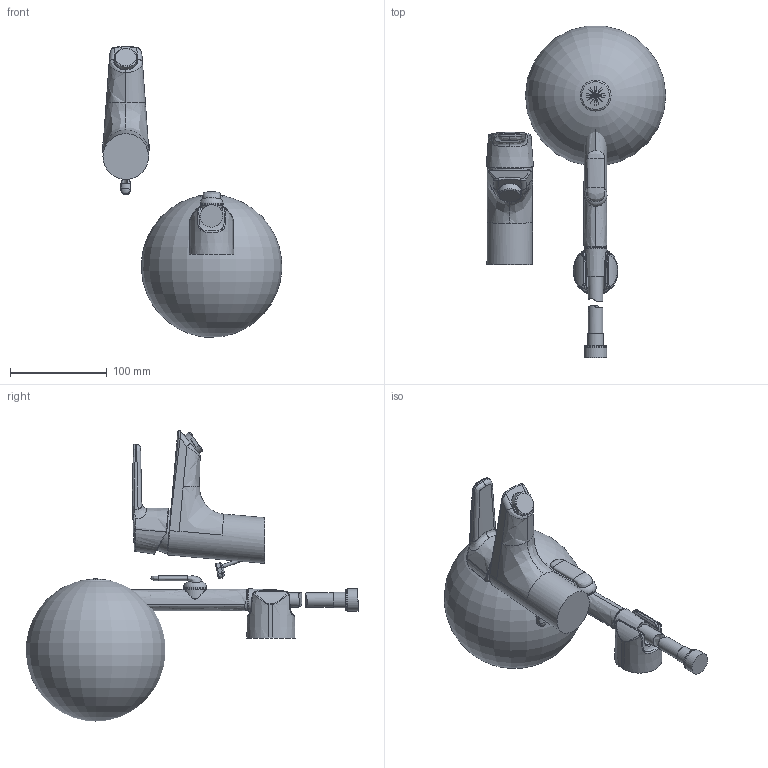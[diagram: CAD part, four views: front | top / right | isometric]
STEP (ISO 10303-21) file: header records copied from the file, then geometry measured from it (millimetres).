
FILE_DESCRIPTION (( 'STEP AP203' ), '1' );
FILE_NAME ('3908F(2016)+3912(2016)+3912F(2016)+51462293.STEP', '2017-03-09T05:50:34', ( '' ), ( '' ), 'SwSTEP 2.0', 'SolidWorks 2016', '' );
FILE_SCHEMA (( 'CONFIG_CONTROL_DESIGN' ));
Length unit declared in the file: millimetre
Products named in the file (1): 3908F(2016)+3912(2016)+3912F(2016)+51462293
Bounding box: 185.14 x 342.3 x 300.13 mm (x, y, z)
Volume: 1784674.9 mm3; surface area: 135604.3 mm2
Topology: 3 solids, 3 shells, 188 faces, 483 edges, 305 vertices
Faces by surface type: bspline 99, cylinder 34, plane 30, torus 11, cone 8, sphere 6
Full cylindrical faces by diameter (mm): 3.5 x1, 15 x2, 16.1 x1, 21 x1, 22.6 x1, 22.95 x1, 23.689 x1, 24 x1, 31.93 x1, 47.015 x1
Entity records: 24424 total; most frequent: CARTESIAN_POINT 20875, ORIENTED_EDGE 870, EDGE_CURVE 435, DIRECTION 434, VERTEX_POINT 286, B_SPLINE_CURVE_WITH_KNOTS 274, EDGE_LOOP 221, FACE_OUTER_BOUND 209
